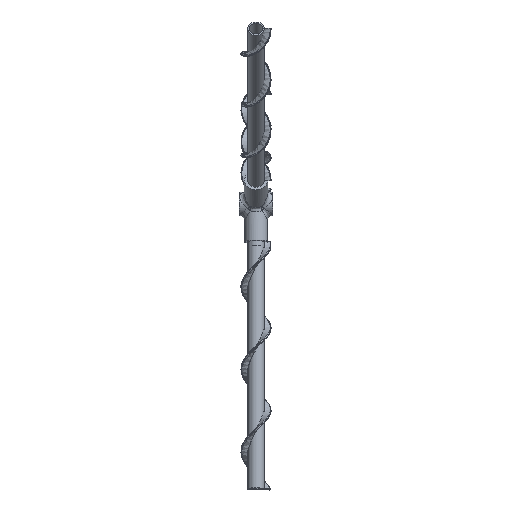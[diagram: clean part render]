
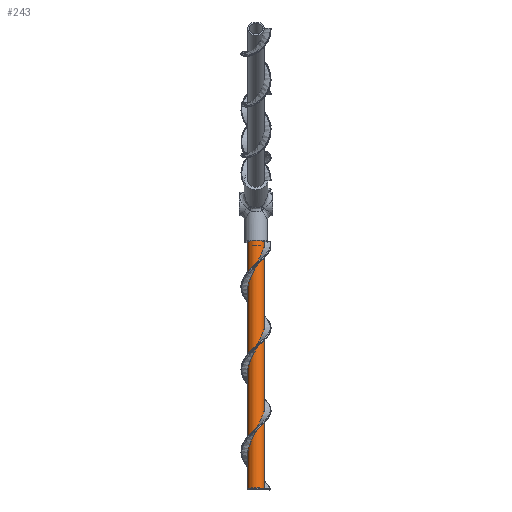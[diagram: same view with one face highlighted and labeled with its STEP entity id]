
A CAD part, front view. The second image highlights one B-rep face of the part: STEP entity #243.
In plain terms, the highlighted cylindrical face has radius 25 mm (diameter 50 mm), a full revolution.
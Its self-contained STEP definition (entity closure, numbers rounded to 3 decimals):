
#93=CYLINDRICAL_SURFACE('',#720,25.);
#112=FACE_BOUND('',#332,.T.);
#113=FACE_BOUND('',#333,.T.);
#146=CIRCLE('',#718,25.);
#147=CIRCLE('',#719,25.);
#243=ADVANCED_FACE('',(#112,#113),#93,.T.);
#332=EDGE_LOOP('',(#428));
#333=EDGE_LOOP('',(#429));
#428=ORIENTED_EDGE('',*,*,#629,.T.);
#429=ORIENTED_EDGE('',*,*,#630,.F.);
#570=VERTEX_POINT('',#3474);
#571=VERTEX_POINT('',#3476);
#629=EDGE_CURVE('',#570,#570,#146,.T.);
#630=EDGE_CURVE('',#571,#571,#147,.T.);
#718=AXIS2_PLACEMENT_3D('',#3473,#824,#825);
#719=AXIS2_PLACEMENT_3D('',#3475,#826,#827);
#720=AXIS2_PLACEMENT_3D('',#3477,#828,#829);
#824=DIRECTION('',(0.,0.,-1.));
#825=DIRECTION('',(1.,0.,0.));
#826=DIRECTION('',(0.,0.,-1.));
#827=DIRECTION('',(1.,0.,0.));
#828=DIRECTION('',(0.,0.,-1.));
#829=DIRECTION('',(-1.,0.,0.));
#3473=CARTESIAN_POINT('',(0.,0.,750.));
#3474=CARTESIAN_POINT('',(25.,0.,750.));
#3475=CARTESIAN_POINT('',(0.,0.,0.));
#3476=CARTESIAN_POINT('',(25.,0.,0.));
#3477=CARTESIAN_POINT('',(0.,0.,750.));
